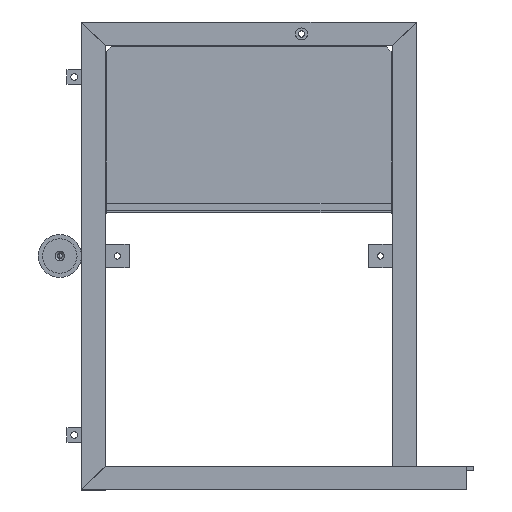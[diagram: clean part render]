
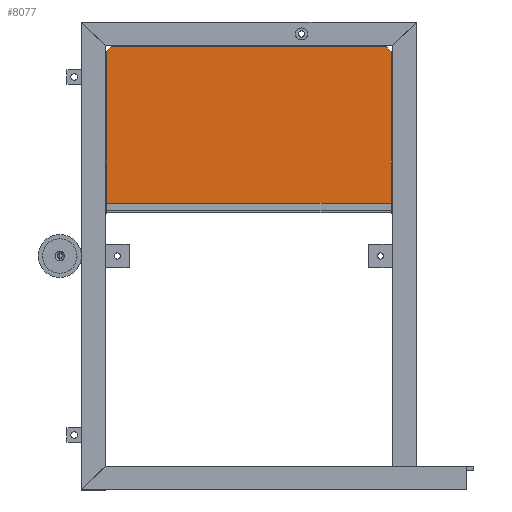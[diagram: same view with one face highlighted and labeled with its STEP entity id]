
A CAD part, front view. The second image highlights one B-rep face of the part: STEP entity #8077.
In plain terms, the highlighted planar face has unit normal (0, -1, 0).
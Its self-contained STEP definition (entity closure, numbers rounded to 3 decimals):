
#119 = VECTOR ( 'NONE', #8221, 1000. ) ;
#124 = DIRECTION ( 'NONE',  ( -0.707, 0., -0.707 ) ) ;
#589 = EDGE_CURVE ( 'NONE', #2922, #941, #1417, .T. ) ;
#764 = ORIENTED_EDGE ( 'NONE', *, *, #5069, .F. ) ;
#807 = CARTESIAN_POINT ( 'NONE',  ( -287.52, 38.5, 437.5 ) ) ;
#941 = VERTEX_POINT ( 'NONE', #2170 ) ;
#1071 = AXIS2_PLACEMENT_3D ( 'NONE', #3585, #2323, #6817 ) ;
#1327 = ORIENTED_EDGE ( 'NONE', *, *, #1722, .F. ) ;
#1397 = VECTOR ( 'NONE', #6301, 1000. ) ;
#1417 = LINE ( 'NONE', #6070, #8027 ) ;
#1533 = LINE ( 'NONE', #7287, #4564 ) ;
#1573 = VERTEX_POINT ( 'NONE', #807 ) ;
#1722 = EDGE_CURVE ( 'NONE', #7571, #4571, #1775, .T. ) ;
#1775 = LINE ( 'NONE', #3095, #119 ) ;
#2170 = CARTESIAN_POINT ( 'NONE',  ( -297.51, 38.5, 91.4 ) ) ;
#2323 = DIRECTION ( 'NONE',  ( 0., -1., 0. ) ) ;
#2446 = CARTESIAN_POINT ( 'NONE',  ( -297.51, 38.5, 437.5 ) ) ;
#2510 = FACE_OUTER_BOUND ( 'NONE', #6415, .T. ) ;
#2669 = VECTOR ( 'NONE', #7411, 1000. ) ;
#2922 = VERTEX_POINT ( 'NONE', #7584 ) ;
#2924 = EDGE_CURVE ( 'NONE', #941, #8025, #3079, .T. ) ;
#2999 = CARTESIAN_POINT ( 'NONE',  ( 287.5, 38.5, 437.5 ) ) ;
#3079 = LINE ( 'NONE', #2446, #1397 ) ;
#3095 = CARTESIAN_POINT ( 'NONE',  ( 168.045, 38.5, 556.955 ) ) ;
#3281 = CARTESIAN_POINT ( 'NONE',  ( -297.52, 38.5, 427.5 ) ) ;
#3583 = CARTESIAN_POINT ( 'NONE',  ( 297.49, 38.5, 437.5 ) ) ;
#3585 = CARTESIAN_POINT ( 'NONE',  ( -297.51, 38.5, 91.4 ) ) ;
#3875 = VECTOR ( 'NONE', #124, 1000. ) ;
#4085 = DIRECTION ( 'NONE',  ( 1., 0., 0. ) ) ;
#4537 = DIRECTION ( 'NONE',  ( -1., 0., 0. ) ) ;
#4564 = VECTOR ( 'NONE', #4085, 1000. ) ;
#4571 = VERTEX_POINT ( 'NONE', #4681 ) ;
#4681 = CARTESIAN_POINT ( 'NONE',  ( 297.49, 38.5, 427.51 ) ) ;
#4728 = ORIENTED_EDGE ( 'NONE', *, *, #2924, .F. ) ;
#5069 = EDGE_CURVE ( 'NONE', #4571, #2922, #6968, .T. ) ;
#5414 = EDGE_CURVE ( 'NONE', #1573, #8025, #7091, .T. ) ;
#5448 = ORIENTED_EDGE ( 'NONE', *, *, #5414, .T. ) ;
#6070 = CARTESIAN_POINT ( 'NONE',  ( -297.51, 38.5, 91.4 ) ) ;
#6187 = PLANE ( 'NONE',  #1071 ) ;
#6301 = DIRECTION ( 'NONE',  ( 0., 0., 1. ) ) ;
#6303 = ORIENTED_EDGE ( 'NONE', *, *, #7432, .F. ) ;
#6415 = EDGE_LOOP ( 'NONE', ( #764, #1327, #6303, #5448, #4728, #7866 ) ) ;
#6817 = DIRECTION ( 'NONE',  ( 0., 0., -1. ) ) ;
#6968 = LINE ( 'NONE', #3583, #2669 ) ;
#7091 = LINE ( 'NONE', #3281, #3875 ) ;
#7287 = CARTESIAN_POINT ( 'NONE',  ( -297.51, 38.5, 437.5 ) ) ;
#7411 = DIRECTION ( 'NONE',  ( 0., 0., -1. ) ) ;
#7432 = EDGE_CURVE ( 'NONE', #1573, #7571, #1533, .T. ) ;
#7571 = VERTEX_POINT ( 'NONE', #2999 ) ;
#7584 = CARTESIAN_POINT ( 'NONE',  ( 297.49, 38.5, 91.4 ) ) ;
#7866 = ORIENTED_EDGE ( 'NONE', *, *, #589, .F. ) ;
#8025 = VERTEX_POINT ( 'NONE', #8031 ) ;
#8027 = VECTOR ( 'NONE', #4537, 1000. ) ;
#8031 = CARTESIAN_POINT ( 'NONE',  ( -297.51, 38.5, 427.51 ) ) ;
#8077 = ADVANCED_FACE ( 'NONE', ( #2510 ), #6187, .T. ) ;
#8221 = DIRECTION ( 'NONE',  ( 0.707, 0., -0.707 ) ) ;
